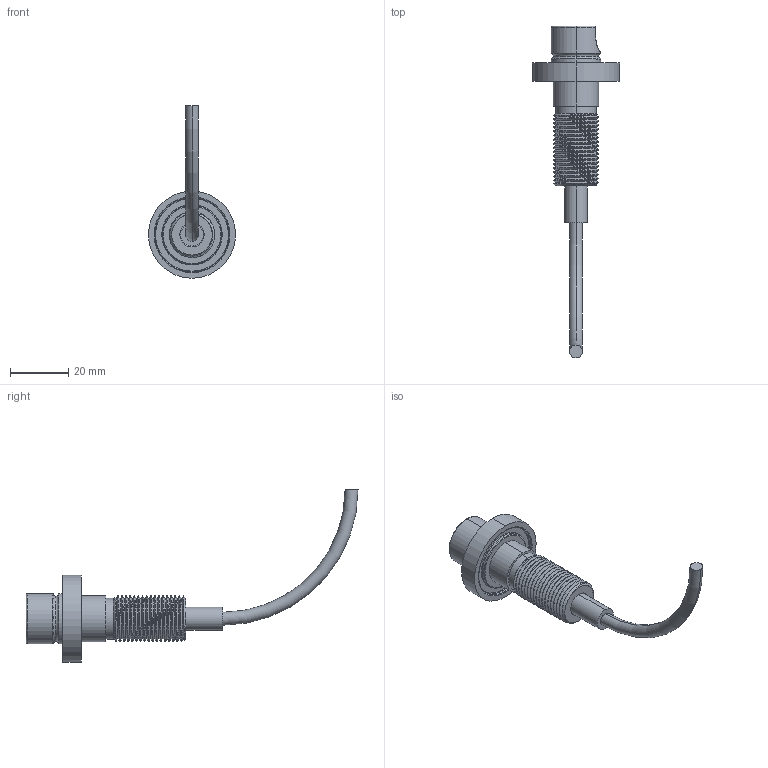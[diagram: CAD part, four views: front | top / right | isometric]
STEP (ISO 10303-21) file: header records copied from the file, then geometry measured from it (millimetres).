
FILE_DESCRIPTION (( 'STEP AP214' ), '1' );
FILE_NAME ('Penetrator with Epoxy Extension.STEP', '2020-03-10T23:26:24', ( '' ), ( '' ), 'SwSTEP 2.0', 'SolidWorks 2019', '' );
FILE_SCHEMA (( 'AUTOMOTIVE_DESIGN' ));
Length unit declared in the file: inch
Products named in the file (3): Epoxy Extension Proposal (Epoxy Piece); Penetrator with Epoxy Extension; Antartica Penetrator
Assembly tree (2 placements, depth 2):
  Penetrator with Epoxy Extension
    Antartica Penetrator
    Epoxy Extension Proposal (Epoxy Piece)
Bounding box: 30 x 114.41 x 59.45 mm (x, y, z)
Volume: 11658.1 mm3; surface area: 8563.8 mm2
Topology: 2 solids, 2 shells, 144 faces, 332 edges, 199 vertices
Faces by surface type: cylinder 72, torus 36, plane 18, cone 9, bspline 9
Entity records: 8198 total; most frequent: CARTESIAN_POINT 4969, DIRECTION 666, ORIENTED_EDGE 656, EDGE_CURVE 328, AXIS2_PLACEMENT_3D 291, VERTEX_POINT 199, EDGE_LOOP 157, CIRCLE 151
